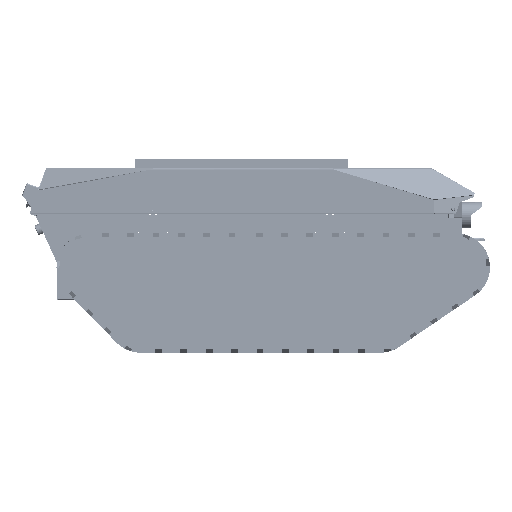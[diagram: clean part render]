
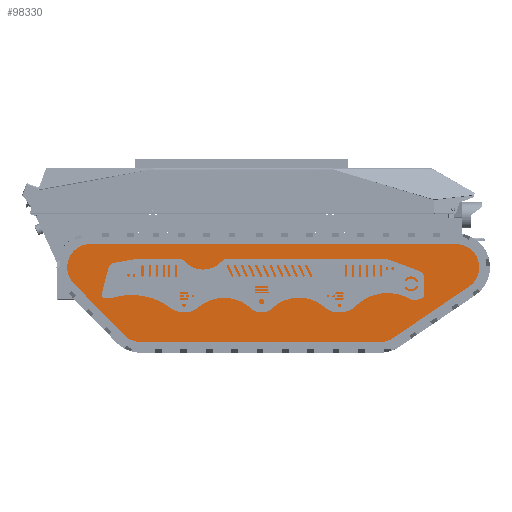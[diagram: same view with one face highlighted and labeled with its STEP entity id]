
A CAD part, left-side view. The second image highlights one B-rep face of the part: STEP entity #98330.
In plain terms, the highlighted face is planar.
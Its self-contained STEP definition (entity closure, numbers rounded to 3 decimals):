
#1554 = EDGE_CURVE ( 'NONE', #155912, #132490, #185588, .T. ) ;
#5986 = CIRCLE ( 'NONE', #65850, 65. ) ;
#8280 = CIRCLE ( 'NONE', #36470, 65. ) ;
#9100 = DIRECTION ( 'NONE',  ( 0., 0., 1. ) ) ;
#11978 = LINE ( 'NONE', #80364, #169036 ) ;
#15266 = CARTESIAN_POINT ( 'NONE',  ( -299.045, -144.32, -66. ) ) ;
#17334 = CARTESIAN_POINT ( 'NONE',  ( 371.185, -144.32, -66. ) ) ;
#24543 = DIRECTION ( 'NONE',  ( 1., 0., 0. ) ) ;
#29847 = PLANE ( 'NONE',  #188665 ) ;
#33284 = CARTESIAN_POINT ( 'NONE',  ( 371.185, -209.32, -66. ) ) ;
#33865 = DIRECTION ( 'NONE',  ( 0., 0., 1. ) ) ;
#34421 = VECTOR ( 'NONE', #175584, 1000. ) ;
#34999 = DIRECTION ( 'NONE',  ( 0., 0., 1. ) ) ;
#36054 = DIRECTION ( 'NONE',  ( 1., 0., 0. ) ) ;
#36470 = AXIS2_PLACEMENT_3D ( 'NONE', #15266, #120036, #83671 ) ;
#36727 = CARTESIAN_POINT ( 'NONE',  ( 511.875, 0., -66. ) ) ;
#50812 = CARTESIAN_POINT ( 'NONE',  ( 558.419, -45.373, -66. ) ) ;
#55729 = VERTEX_POINT ( 'NONE', #156277 ) ;
#56530 = VERTEX_POINT ( 'NONE', #50812 ) ;
#64213 = ORIENTED_EDGE ( 'NONE', *, *, #195198, .F. ) ;
#65308 = CARTESIAN_POINT ( 'NONE',  ( -299.045, -209.32, -66. ) ) ;
#65819 = CARTESIAN_POINT ( 'NONE',  ( -511.875, 65., -66. ) ) ;
#65850 = AXIS2_PLACEMENT_3D ( 'NONE', #142602, #9100, #126052 ) ;
#66274 = LINE ( 'NONE', #133538, #101673 ) ;
#68444 = VERTEX_POINT ( 'NONE', #120156 ) ;
#70121 = EDGE_CURVE ( 'NONE', #132490, #216096, #81776, .T. ) ;
#72762 = ORIENTED_EDGE ( 'NONE', *, *, #70121, .F. ) ;
#74229 = CARTESIAN_POINT ( 'NONE',  ( -299.045, -209.32, -66. ) ) ;
#80364 = CARTESIAN_POINT ( 'NONE',  ( 511.875, 65., -66. ) ) ;
#81393 = VERTEX_POINT ( 'NONE', #65819 ) ;
#81776 = CIRCLE ( 'NONE', #117046, 65. ) ;
#83671 = DIRECTION ( 'NONE',  ( 1., 0., 0. ) ) ;
#94217 = CIRCLE ( 'NONE', #175166, 65. ) ;
#96195 = LINE ( 'NONE', #209781, #34421 ) ;
#98003 = DIRECTION ( 'NONE',  ( -1., 0., 0. ) ) ;
#98240 = CARTESIAN_POINT ( 'NONE',  ( 511.875, 0., -66. ) ) ;
#98330 = ADVANCED_FACE ( 'NONE', ( #100420 ), #29847, .F. ) ;
#100420 = FACE_OUTER_BOUND ( 'NONE', #143779, .T. ) ;
#100582 = ORIENTED_EDGE ( 'NONE', *, *, #157346, .F. ) ;
#100944 = VERTEX_POINT ( 'NONE', #149457 ) ;
#101517 = DIRECTION ( 'NONE',  ( 1., 0., 0. ) ) ;
#101673 = VECTOR ( 'NONE', #154414, 1000. ) ;
#114544 = EDGE_CURVE ( 'NONE', #81393, #68444, #5986, .T. ) ;
#116909 = ORIENTED_EDGE ( 'NONE', *, *, #136908, .F. ) ;
#117046 = AXIS2_PLACEMENT_3D ( 'NONE', #17334, #34999, #187122 ) ;
#119856 = EDGE_CURVE ( 'NONE', #100944, #81393, #11978, .T. ) ;
#120036 = DIRECTION ( 'NONE',  ( 0., 0., 1. ) ) ;
#120156 = CARTESIAN_POINT ( 'NONE',  ( -576.875, 0., -66. ) ) ;
#120575 = DIRECTION ( 'NONE',  ( 0., 0., 1. ) ) ;
#121403 = ORIENTED_EDGE ( 'NONE', *, *, #119856, .F. ) ;
#126052 = DIRECTION ( 'NONE',  ( 1., 0., 0. ) ) ;
#130069 = EDGE_CURVE ( 'NONE', #55729, #155912, #8280, .T. ) ;
#132490 = VERTEX_POINT ( 'NONE', #33284 ) ;
#133538 = CARTESIAN_POINT ( 'NONE',  ( 417.729, -189.693, -66. ) ) ;
#136908 = EDGE_CURVE ( 'NONE', #167119, #55729, #96195, .T. ) ;
#137472 = ORIENTED_EDGE ( 'NONE', *, *, #130069, .F. ) ;
#142602 = CARTESIAN_POINT ( 'NONE',  ( -511.875, 0., -66. ) ) ;
#143779 = EDGE_LOOP ( 'NONE', ( #64213, #214512, #72762, #175715, #137472, #116909, #100582, #158247, #121403 ) ) ;
#146110 = CARTESIAN_POINT ( 'NONE',  ( -548.355, -53.798, -66. ) ) ;
#149457 = CARTESIAN_POINT ( 'NONE',  ( 511.875, 65., -66. ) ) ;
#154414 = DIRECTION ( 'NONE',  ( 0.698, 0.716, 0. ) ) ;
#155912 = VERTEX_POINT ( 'NONE', #65308 ) ;
#156277 = CARTESIAN_POINT ( 'NONE',  ( -335.525, -198.118, -66. ) ) ;
#157346 = EDGE_CURVE ( 'NONE', #68444, #167119, #94217, .T. ) ;
#158247 = ORIENTED_EDGE ( 'NONE', *, *, #114544, .F. ) ;
#167119 = VERTEX_POINT ( 'NONE', #146110 ) ;
#169036 = VECTOR ( 'NONE', #98003, 1000. ) ;
#169178 = AXIS2_PLACEMENT_3D ( 'NONE', #36727, #120575, #170131 ) ;
#169453 = CARTESIAN_POINT ( 'NONE',  ( -511.875, 0., -66. ) ) ;
#170131 = DIRECTION ( 'NONE',  ( 1., 0., 0. ) ) ;
#175166 = AXIS2_PLACEMENT_3D ( 'NONE', #169453, #33865, #36054 ) ;
#175584 = DIRECTION ( 'NONE',  ( 0.828, -0.561, 0. ) ) ;
#175715 = ORIENTED_EDGE ( 'NONE', *, *, #1554, .F. ) ;
#179493 = VECTOR ( 'NONE', #24543, 1000. ) ;
#185588 = LINE ( 'NONE', #74229, #179493 ) ;
#185943 = EDGE_CURVE ( 'NONE', #216096, #56530, #66274, .T. ) ;
#187122 = DIRECTION ( 'NONE',  ( 1., 0., 0. ) ) ;
#188665 = AXIS2_PLACEMENT_3D ( 'NONE', #98240, #197463, #101517 ) ;
#195198 = EDGE_CURVE ( 'NONE', #56530, #100944, #207930, .T. ) ;
#197463 = DIRECTION ( 'NONE',  ( 0., 0., 1. ) ) ;
#206806 = CARTESIAN_POINT ( 'NONE',  ( 417.729, -189.693, -66. ) ) ;
#207930 = CIRCLE ( 'NONE', #169178, 65. ) ;
#209781 = CARTESIAN_POINT ( 'NONE',  ( -548.355, -53.798, -66. ) ) ;
#214512 = ORIENTED_EDGE ( 'NONE', *, *, #185943, .F. ) ;
#216096 = VERTEX_POINT ( 'NONE', #206806 ) ;
